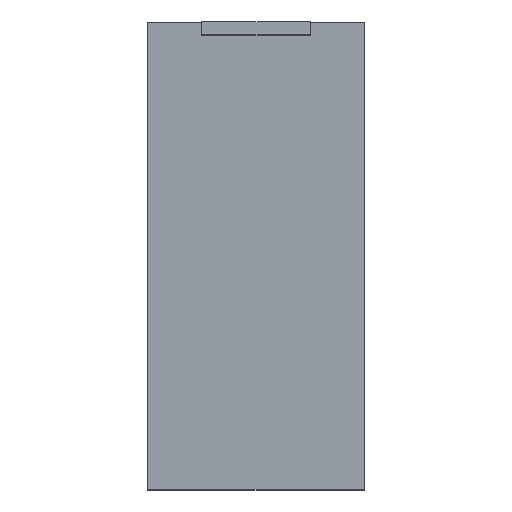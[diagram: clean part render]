
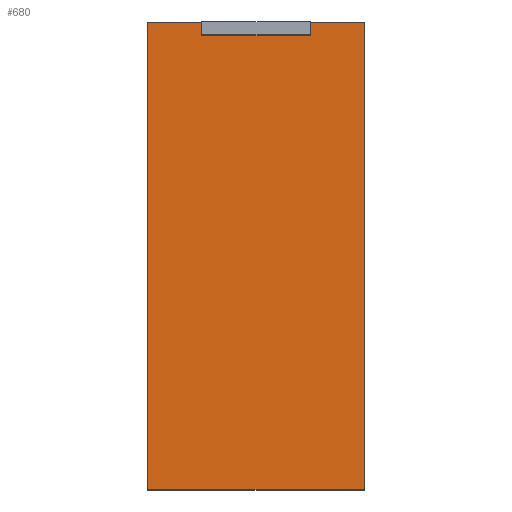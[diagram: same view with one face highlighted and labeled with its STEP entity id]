
A CAD part, top view. The second image highlights one B-rep face of the part: STEP entity #680.
In plain terms, the highlighted face is planar.
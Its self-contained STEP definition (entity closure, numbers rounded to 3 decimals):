
#10=CARTESIAN_POINT('',(-49.153,30.958,
1.896));
#20=DIRECTION('',(-0.,1.,0.));
#30=DIRECTION('',(1.,0.,0.));
#40=AXIS2_PLACEMENT_3D('',#10,#20,#30);
#50=PLANE('',#40);
#60=CARTESIAN_POINT('',(-70.253,30.958,
0.));
#70=DIRECTION('',(0.,0.,1.));
#80=VECTOR('',#70,1.);
#90=LINE('',#60,#80);
#100=CARTESIAN_POINT('',(-70.253,30.958,
7.896));
#110=VERTEX_POINT('',#100);
#120=CARTESIAN_POINT('',(-70.253,30.958,
10.396));
#130=VERTEX_POINT('',#120);
#140=EDGE_CURVE('',#110,#130,#90,.T.);
#150=ORIENTED_EDGE('',*,*,#140,.T.);
#160=CARTESIAN_POINT('',(0.,30.958,
7.896));
#170=DIRECTION('',(1.,0.,0.));
#180=VECTOR('',#170,1.);
#190=LINE('',#160,#180);
#200=CARTESIAN_POINT('',(-69.653,30.958,
7.896));
#210=VERTEX_POINT('',#200);
#220=EDGE_CURVE('',#110,#210,#190,.T.);
#230=ORIENTED_EDGE('',*,*,#220,.F.);
#240=CARTESIAN_POINT('',(-69.653,30.958,
0.));
#250=DIRECTION('',(0.,0.,1.));
#260=VECTOR('',#250,1.);
#270=LINE('',#240,#260);
#280=CARTESIAN_POINT('',(-69.653,30.958,
2.896));
#290=VERTEX_POINT('',#280);
#300=EDGE_CURVE('',#290,#210,#270,.T.);
#310=ORIENTED_EDGE('',*,*,#300,.T.);
#320=CARTESIAN_POINT('',(0.,30.958,
2.896));
#330=DIRECTION('',(-1.,0.,0.));
#340=VECTOR('',#330,1.);
#350=LINE('',#320,#340);
#360=CARTESIAN_POINT('',(-70.253,30.958,
2.896));
#370=VERTEX_POINT('',#360);
#380=EDGE_CURVE('',#290,#370,#350,.T.);
#390=ORIENTED_EDGE('',*,*,#380,.F.);
#400=CARTESIAN_POINT('',(-70.253,30.958,
0.396));
#410=VERTEX_POINT('',#400);
#420=EDGE_CURVE('',#410,#370,#90,.T.);
#430=ORIENTED_EDGE('',*,*,#420,.T.);
#440=CARTESIAN_POINT('',(0.,30.958,
0.396));
#450=DIRECTION('',(1.,0.,0.));
#460=VECTOR('',#450,1.);
#470=LINE('',#440,#460);
#480=CARTESIAN_POINT('',(-48.653,30.958,
0.396));
#490=VERTEX_POINT('',#480);
#500=EDGE_CURVE('',#410,#490,#470,.T.);
#510=ORIENTED_EDGE('',*,*,#500,.F.);
#520=CARTESIAN_POINT('',(-48.653,30.958,
0.));
#530=DIRECTION('',(0.,0.,1.));
#540=VECTOR('',#530,1.);
#550=LINE('',#520,#540);
#560=CARTESIAN_POINT('',(-48.653,30.958,
10.396));
#570=VERTEX_POINT('',#560);
#580=EDGE_CURVE('',#490,#570,#550,.T.);
#590=ORIENTED_EDGE('',*,*,#580,.F.);
#600=CARTESIAN_POINT('',(0.,30.958,10.396));
#610=DIRECTION('',(1.,0.,0.));
#620=VECTOR('',#610,1.);
#630=LINE('',#600,#620);
#640=EDGE_CURVE('',#130,#570,#630,.T.);
#650=ORIENTED_EDGE('',*,*,#640,.T.);
#660=EDGE_LOOP('',(#650,#590,#510,#430,#390,#310,#230,#150));
#670=FACE_OUTER_BOUND('',#660,.T.);
#680=ADVANCED_FACE('',(#670),#50,.T.);
